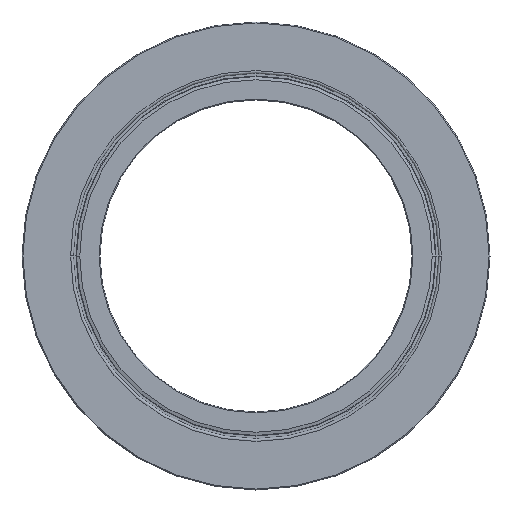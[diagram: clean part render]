
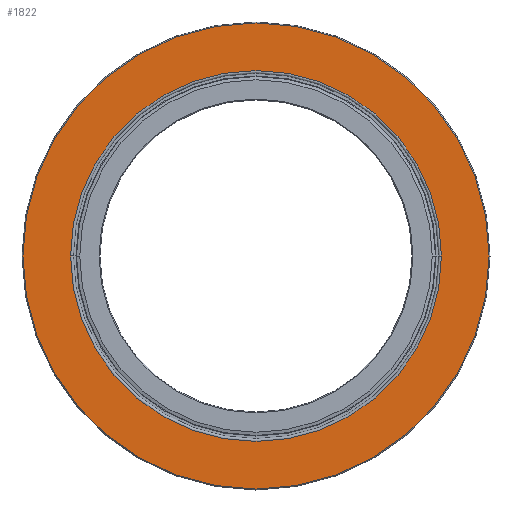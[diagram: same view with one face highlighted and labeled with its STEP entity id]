
A CAD part, front view. The second image highlights one B-rep face of the part: STEP entity #1822.
In plain terms, the highlighted face is planar.
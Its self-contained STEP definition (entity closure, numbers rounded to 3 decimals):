
#94 = FACE_OUTER_BOUND ( 'NONE', #756, .T. ) ;
#104 = CARTESIAN_POINT ( 'NONE',  ( 0., 0., -21. ) ) ;
#210 = DIRECTION ( 'NONE',  ( 0., 0., -1. ) ) ;
#216 = AXIS2_PLACEMENT_3D ( 'NONE', #1212, #308, #1916 ) ;
#280 = VERTEX_POINT ( 'NONE', #2759 ) ;
#308 = DIRECTION ( 'NONE',  ( 0., 0., -1. ) ) ;
#508 = CIRCLE ( 'NONE', #2291, 199.68 ) ;
#524 = VERTEX_POINT ( 'NONE', #2434 ) ;
#671 = ORIENTED_EDGE ( 'NONE', *, *, #832, .F. ) ;
#723 = FACE_BOUND ( 'NONE', #1780, .T. ) ;
#756 = EDGE_LOOP ( 'NONE', ( #1658, #929 ) ) ;
#784 = CARTESIAN_POINT ( 'NONE',  ( 199.68, 0., -21. ) ) ;
#832 = EDGE_CURVE ( 'NONE', #280, #524, #1198, .T. ) ;
#929 = ORIENTED_EDGE ( 'NONE', *, *, #3001, .T. ) ;
#1002 = DIRECTION ( 'NONE',  ( -1., 0., 0. ) ) ;
#1136 = CIRCLE ( 'NONE', #216, 251. ) ;
#1198 = CIRCLE ( 'NONE', #2032, 199.68 ) ;
#1203 = AXIS2_PLACEMENT_3D ( 'NONE', #784, #1707, #1966 ) ;
#1212 = CARTESIAN_POINT ( 'NONE',  ( 0., 0., -21. ) ) ;
#1231 = EDGE_CURVE ( 'NONE', #2363, #2647, #1136, .T. ) ;
#1254 = DIRECTION ( 'NONE',  ( 0., 0., -1. ) ) ;
#1329 = CARTESIAN_POINT ( 'NONE',  ( 0., 0., -21. ) ) ;
#1658 = ORIENTED_EDGE ( 'NONE', *, *, #1231, .T. ) ;
#1707 = DIRECTION ( 'NONE',  ( 0., 0., 1. ) ) ;
#1780 = EDGE_LOOP ( 'NONE', ( #2086, #671 ) ) ;
#1822 = ADVANCED_FACE ( 'NONE', ( #723, #94 ), #2673, .F. ) ;
#1916 = DIRECTION ( 'NONE',  ( -1., 0., 0. ) ) ;
#1966 = DIRECTION ( 'NONE',  ( 1., 0., 0. ) ) ;
#2032 = AXIS2_PLACEMENT_3D ( 'NONE', #2979, #210, #2733 ) ;
#2086 = ORIENTED_EDGE ( 'NONE', *, *, #2584, .F. ) ;
#2291 = AXIS2_PLACEMENT_3D ( 'NONE', #104, #1254, #1002 ) ;
#2363 = VERTEX_POINT ( 'NONE', #2507 ) ;
#2434 = CARTESIAN_POINT ( 'NONE',  ( -199.68, 0., -21. ) ) ;
#2507 = CARTESIAN_POINT ( 'NONE',  ( 251., 0., -21. ) ) ;
#2584 = EDGE_CURVE ( 'NONE', #524, #280, #508, .T. ) ;
#2590 = AXIS2_PLACEMENT_3D ( 'NONE', #1329, #2747, #2954 ) ;
#2623 = CIRCLE ( 'NONE', #2590, 251. ) ;
#2644 = CARTESIAN_POINT ( 'NONE',  ( -251., 0., -21. ) ) ;
#2647 = VERTEX_POINT ( 'NONE', #2644 ) ;
#2673 = PLANE ( 'NONE',  #1203 ) ;
#2733 = DIRECTION ( 'NONE',  ( -1., 0., 0. ) ) ;
#2747 = DIRECTION ( 'NONE',  ( 0., 0., -1. ) ) ;
#2759 = CARTESIAN_POINT ( 'NONE',  ( 199.68, 0., -21. ) ) ;
#2954 = DIRECTION ( 'NONE',  ( -1., 0., 0. ) ) ;
#2979 = CARTESIAN_POINT ( 'NONE',  ( 0., 0., -21. ) ) ;
#3001 = EDGE_CURVE ( 'NONE', #2647, #2363, #2623, .T. ) ;
